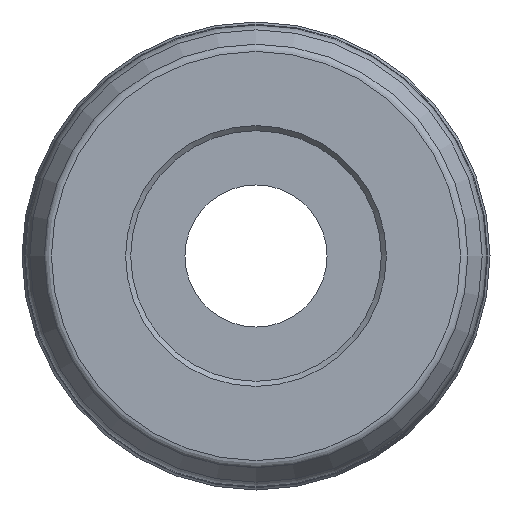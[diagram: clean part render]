
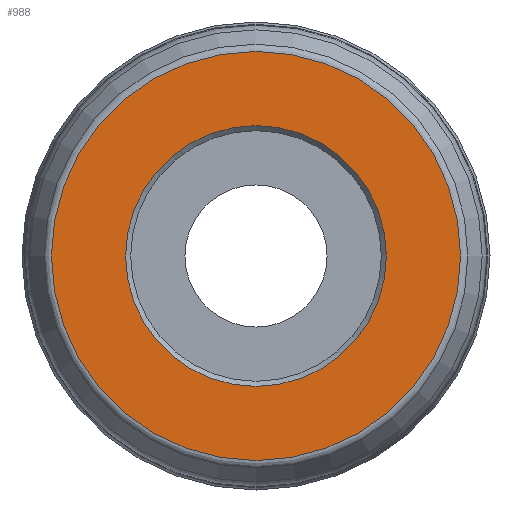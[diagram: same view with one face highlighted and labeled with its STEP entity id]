
A CAD part, front view. The second image highlights one B-rep face of the part: STEP entity #988.
In plain terms, the highlighted planar face has unit normal (0, -1, 0).
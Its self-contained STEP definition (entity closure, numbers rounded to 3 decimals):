
#61 = DIRECTION ( 'NONE',  ( 0., 1., 0. ) ) ;
#184 = FACE_OUTER_BOUND ( 'NONE', #992, .T. ) ;
#279 = EDGE_LOOP ( 'NONE', ( #950 ) ) ;
#395 = EDGE_CURVE ( 'NONE', #945, #945, #1127, .T. ) ;
#403 = DIRECTION ( 'NONE',  ( 0., 0., 1. ) ) ;
#429 = CARTESIAN_POINT ( 'NONE',  ( -14.327, -5.4, 76.8 ) ) ;
#493 = DIRECTION ( 'NONE',  ( 0., -1., 0. ) ) ;
#501 = DIRECTION ( 'NONE',  ( 0., 0., 1. ) ) ;
#569 = ORIENTED_EDGE ( 'NONE', *, *, #395, .T. ) ;
#573 = CARTESIAN_POINT ( 'NONE',  ( 0., -5.4, 0. ) ) ;
#658 = FACE_BOUND ( 'NONE', #279, .T. ) ;
#674 = PLANE ( 'NONE',  #855 ) ;
#692 = CARTESIAN_POINT ( 'NONE',  ( 0., -5.4, 7.8 ) ) ;
#781 = CIRCLE ( 'NONE', #869, 7.8 ) ;
#804 = CARTESIAN_POINT ( 'NONE',  ( 0., -5.4, 12.238 ) ) ;
#854 = DIRECTION ( 'NONE',  ( 0., 0., 1. ) ) ;
#855 = AXIS2_PLACEMENT_3D ( 'NONE', #429, #1120, #854 ) ;
#869 = AXIS2_PLACEMENT_3D ( 'NONE', #1110, #61, #403 ) ;
#885 = VERTEX_POINT ( 'NONE', #692 ) ;
#910 = EDGE_CURVE ( 'NONE', #885, #885, #781, .T. ) ;
#935 = AXIS2_PLACEMENT_3D ( 'NONE', #573, #493, #501 ) ;
#945 = VERTEX_POINT ( 'NONE', #804 ) ;
#950 = ORIENTED_EDGE ( 'NONE', *, *, #910, .T. ) ;
#988 = ADVANCED_FACE ( 'NONE', ( #658, #184 ), #674, .F. ) ;
#992 = EDGE_LOOP ( 'NONE', ( #569 ) ) ;
#1110 = CARTESIAN_POINT ( 'NONE',  ( 0., -5.4, 0. ) ) ;
#1120 = DIRECTION ( 'NONE',  ( 0., 1., 0. ) ) ;
#1127 = CIRCLE ( 'NONE', #935, 12.238 ) ;
